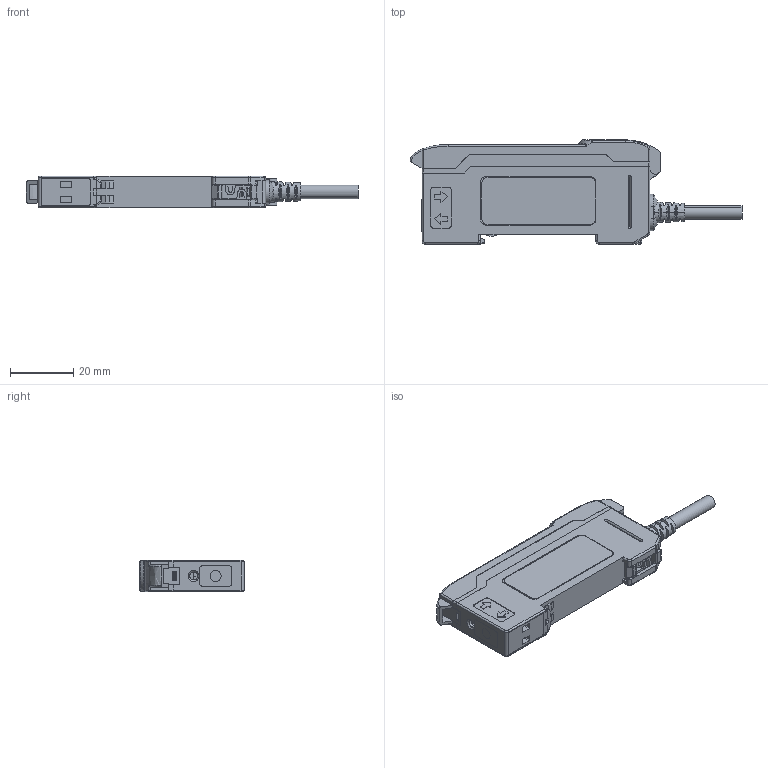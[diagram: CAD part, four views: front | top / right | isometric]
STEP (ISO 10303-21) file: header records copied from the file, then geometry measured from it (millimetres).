
FILE_DESCRIPTION((''),'2;1');
FILE_NAME('177888_ASM','2015-08-13T',('pdmadmin'),(''),'PRO/ENGINEER BY PARAMETRIC TECHNOLOGY CORPORATION, 2013230','PRO/ENGINEER BY PARAMETRIC TECHNOLOGY CORPORATION, 2013230','');
FILE_SCHEMA(('CONFIG_CONTROL_DESIGN'));
Products named in the file (19): 156397; 158608_AF1; 118171_ASSY-158606_AF7; 156383_DRW_ASM; 156394; 156396; 156393; 156520; SMSWR1A_1; SMSWR4_1; 156392; 157537; 156399; 156400_W_LOGO; 160111; 160112; 156398; 174694; 177888_ASM
Assembly tree (18 placements, depth 3):
  177888_ASM
    156397
    156383_DRW_ASM
      158608_AF1
      118171_ASSY-158606_AF7
    156394
    156396
    156393
    156520
    SMSWR1A_1
    SMSWR4_1
    156392
    157537
    156399
    156400_W_LOGO
    160111
    160112
    156398
    174694
Bounding box: 105 x 33 x 10.1 mm (x, y, z)
Volume: 9521.1 mm3; surface area: 23267.4 mm2
Topology: 17 solids, 17 shells, 2497 faces, 6710 edges, 4342 vertices
Faces by surface type: plane 1791, cylinder 505, bspline 95, sphere 40, torus 35, cone 26, extrusion 5
Entity records: 81633 total; most frequent: CARTESIAN_POINT 18955, ORIENTED_EDGE 13388, DIRECTION 12197, EDGE_CURVE 6694, VECTOR 5241, LINE 5236, VERTEX_POINT 4342, AXIS2_PLACEMENT_3D 3478
